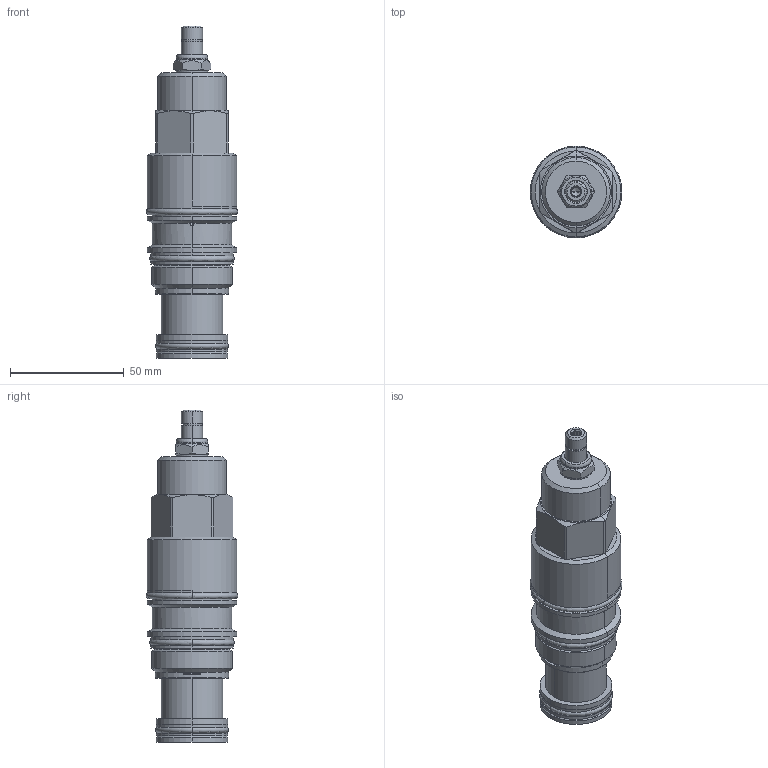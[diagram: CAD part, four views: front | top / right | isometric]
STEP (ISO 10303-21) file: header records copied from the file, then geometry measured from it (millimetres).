
FILE_DESCRIPTION((''),'2;1');
FILE_NAME('PRHR-LAN_PRT','2015-05-19T',('Administrator'),(''),'PRO/ENGINEER BY PARAMETRIC TECHNOLOGY CORPORATION, 2006240','PRO/ENGINEER BY PARAMETRIC TECHNOLOGY CORPORATION, 2006240','');
FILE_SCHEMA(('CONFIG_CONTROL_DESIGN'));
Length unit declared in the file: inch
Products named in the file (1): PRHR-LAN_PRT
Bounding box: 40.36 x 40.36 x 146.22 mm (x, y, z)
Volume: 109560 mm3; surface area: 29174.8 mm2
Topology: 5 solids, 5 shells, 234 faces, 539 edges, 324 vertices
Faces by surface type: cylinder 85, plane 67, cone 46, torus 24, revolution 12
Entity records: 8252 total; most frequent: CARTESIAN_POINT 2858, DIRECTION 1189, ORIENTED_EDGE 1066, EDGE_CURVE 533, AXIS2_PLACEMENT_3D 494, VERTEX_POINT 324, CIRCLE 272, EDGE_LOOP 259
